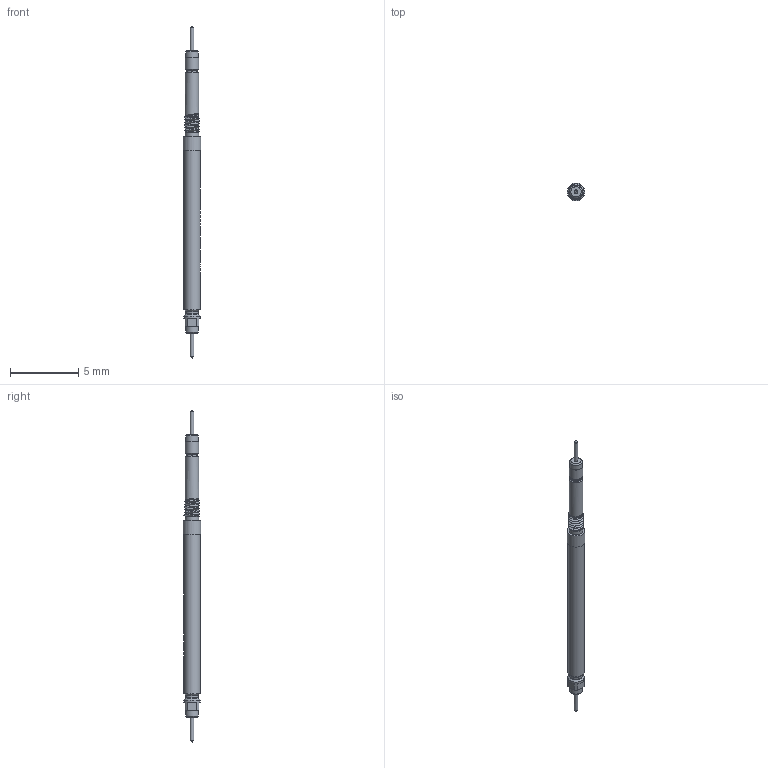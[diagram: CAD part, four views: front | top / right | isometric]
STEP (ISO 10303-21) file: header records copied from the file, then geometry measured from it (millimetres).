
FILE_DESCRIPTION (( 'STEP AP214' ), '1' );
FILE_NAME ('MOD-1037717-F80001B0001G050M.STEP', '2024-04-16T08:31:16', ( '' ), ( '' ), 'SwSTEP 2.0', 'SolidWorks 2020', '' );
FILE_SCHEMA (( 'AUTOMOTIVE_DESIGN' ));
Length unit declared in the file: millimetre
Products named in the file (1): MOD-1037717-F80001B0001G050M
Bounding box: 1.3 x 1.3 x 24.3 mm (x, y, z)
Volume: 21 mm3; surface area: 83 mm2
Topology: 1 solids, 1 shells, 67 faces, 260 edges, 203 vertices
Faces by surface type: cylinder 33, plane 16, cone 11, torus 4, bspline 3
Full cylindrical faces by diameter (mm): 0.27 x2, 0.29 x1, 0.84 x1, 0.92 x1, 0.95 x2, 1 x3, 1.2 x2, 1.3 x1
Entity records: 4383 total; most frequent: CARTESIAN_POINT 1861, ORIENTED_EDGE 400, DIRECTION 317, EDGE_CURVE 200, VERTEX_POINT 184, AXIS2_PLACEMENT_3D 131, EDGE_LOOP 106, FACE_OUTER_BOUND 79
